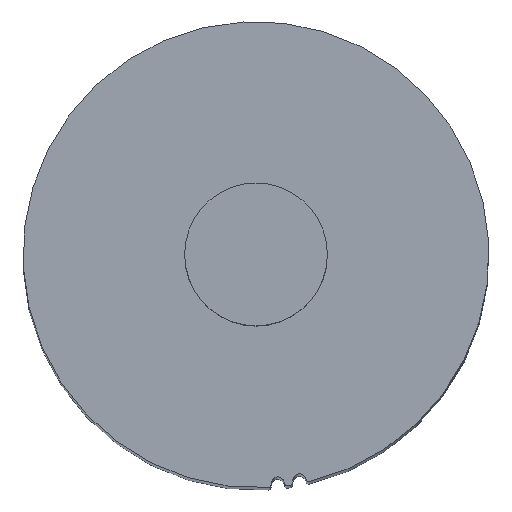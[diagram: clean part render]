
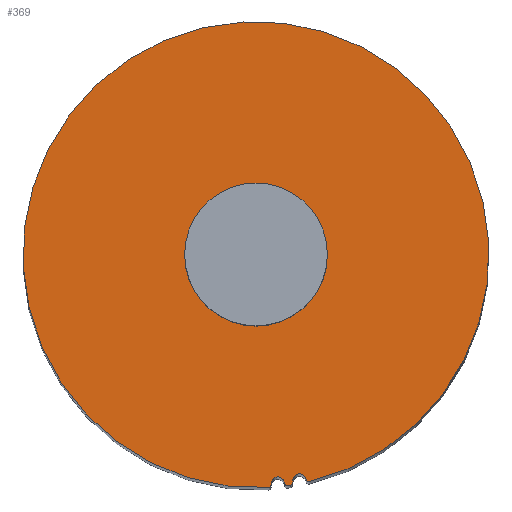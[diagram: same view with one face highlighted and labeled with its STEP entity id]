
A CAD part, top view. The second image highlights one B-rep face of the part: STEP entity #369.
In plain terms, the highlighted planar face has unit normal (0, 0, 1).
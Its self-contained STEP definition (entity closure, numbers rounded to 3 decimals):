
#69=CARTESIAN_POINT('',(0.,0.,100.));
#70=DIRECTION('',(0.,0.,1.));
#71=DIRECTION('',(0.229,-0.973,0.));
#72=AXIS2_PLACEMENT_3D('',#69,#70,#71);
#83=CARTESIAN_POINT('',(0.,0.,100.));
#84=DIRECTION('',(0.,0.,1.));
#85=DIRECTION('',(0.136,-0.991,0.));
#86=AXIS2_PLACEMENT_3D('',#83,#84,#85);
#101=CARTESIAN_POINT('',(7.061,-29.974,100.));
#102=DIRECTION('',(0.,0.,1.));
#103=DIRECTION('',(-0.973,-0.229,0.));
#104=AXIS2_PLACEMENT_3D('',#101,#102,#103);
#106=CARTESIAN_POINT('',(5.716,-30.29,100.));
#107=DIRECTION('',(0.,0.,1.));
#108=DIRECTION('',(0.973,0.229,0.));
#109=AXIS2_PLACEMENT_3D('',#106,#107,#108);
#111=CARTESIAN_POINT('',(5.951,-30.245,100.));
#112=DIRECTION('',(0.,0.,1.));
#113=DIRECTION('',(-0.303,0.953,0.));
#114=AXIS2_PLACEMENT_3D('',#111,#112,#113);
#116=CARTESIAN_POINT('',(4.585,-30.451,100.));
#117=DIRECTION('',(0.,0.,1.));
#118=DIRECTION('',(0.149,-0.989,0.));
#119=AXIS2_PLACEMENT_3D('',#116,#117,#118);
#121=CARTESIAN_POINT('',(4.18,-30.509,100.));
#122=DIRECTION('',(0.,0.,1.));
#123=DIRECTION('',(-0.991,-0.136,0.));
#124=AXIS2_PLACEMENT_3D('',#121,#122,#123);
#126=CARTESIAN_POINT('',(2.811,-30.697,100.));
#127=DIRECTION('',(0.,0.,1.));
#128=DIRECTION('',(0.991,0.136,0.));
#129=AXIS2_PLACEMENT_3D('',#126,#127,#128);
#131=CARTESIAN_POINT('',(3.049,-30.674,100.));
#132=DIRECTION('',(0.,0.,1.));
#133=DIRECTION('',(-0.211,0.978,0.));
#134=AXIS2_PLACEMENT_3D('',#131,#132,#133);
#136=CARTESIAN_POINT('',(1.669,-30.749,100.));
#137=DIRECTION('',(0.,0.,1.));
#138=DIRECTION('',(0.054,-0.999,0.));
#139=AXIS2_PLACEMENT_3D('',#136,#137,#138);
#141=CARTESIAN_POINT('',(0.,0.,100.));
#142=DIRECTION('',(0.,0.,1.));
#143=DIRECTION('',(0.,1.,0.));
#144=AXIS2_PLACEMENT_3D('',#141,#142,#143);
#146=CARTESIAN_POINT('',(0.,0.,100.));
#147=DIRECTION('',(0.,0.,1.));
#148=DIRECTION('',(0.,-1.,0.));
#149=AXIS2_PLACEMENT_3D('',#146,#147,#148);
#191=CARTESIAN_POINT('',(3.823,-30.558,100.));
#192=CARTESIAN_POINT('',(4.229,-30.867,100.));
#193=VERTEX_POINT('',#191);
#194=VERTEX_POINT('',#192);
#195=CARTESIAN_POINT('',(2.834,-29.676,100.));
#196=VERTEX_POINT('',#195);
#197=CARTESIAN_POINT('',(2.029,-30.729,100.));
#198=VERTEX_POINT('',#197);
#199=CARTESIAN_POINT('',(1.689,-31.109,100.));
#200=VERTEX_POINT('',#199);
#209=CARTESIAN_POINT('',(6.71,-30.056,100.));
#210=CARTESIAN_POINT('',(7.144,-30.325,100.));
#211=VERTEX_POINT('',#209);
#212=VERTEX_POINT('',#210);
#213=CARTESIAN_POINT('',(5.642,-29.272,100.));
#214=VERTEX_POINT('',#213);
#215=CARTESIAN_POINT('',(4.941,-30.397,100.));
#216=VERTEX_POINT('',#215);
#217=CARTESIAN_POINT('',(4.638,-30.808,100.));
#218=VERTEX_POINT('',#217);
#223=CARTESIAN_POINT('',(0.,9.55,100.));
#224=CARTESIAN_POINT('',(0.,-9.55,100.));
#225=VERTEX_POINT('',#223);
#226=VERTEX_POINT('',#224);
#342=CARTESIAN_POINT('',(0.,0.,100.));
#343=DIRECTION('',(0.,0.,1.));
#344=DIRECTION('',(-1.,0.,0.));
#345=AXIS2_PLACEMENT_3D('',#342,#343,#344);
#346=PLANE('',#345);
#347=ORIENTED_EDGE('',*,*,#265,.F.);
#348=ORIENTED_EDGE('',*,*,#280,.T.);
#349=ORIENTED_EDGE('',*,*,#294,.T.);
#350=ORIENTED_EDGE('',*,*,#309,.F.);
#351=ORIENTED_EDGE('',*,*,#333,.F.);
#353=ORIENTED_EDGE('',*,*,#352,.F.);
#355=ORIENTED_EDGE('',*,*,#354,.T.);
#357=ORIENTED_EDGE('',*,*,#356,.T.);
#359=ORIENTED_EDGE('',*,*,#358,.F.);
#360=ORIENTED_EDGE('',*,*,#320,.F.);
#361=EDGE_LOOP('',(#347,#348,#349,#350,#351,#353,#355,#357,#359,#360));
#362=FACE_OUTER_BOUND('',#361,.F.);
#364=ORIENTED_EDGE('',*,*,#363,.T.);
#366=ORIENTED_EDGE('',*,*,#365,.T.);
#367=EDGE_LOOP('',(#364,#366));
#368=FACE_BOUND('',#367,.F.);
#73=CIRCLE('',#72,31.155);
#87=CIRCLE('',#86,31.155);
#105=CIRCLE('',#104,0.361);
#110=CIRCLE('',#109,1.021);
#115=CIRCLE('',#114,1.021);
#120=CIRCLE('',#119,0.361);
#125=CIRCLE('',#124,0.361);
#130=CIRCLE('',#129,1.021);
#135=CIRCLE('',#134,1.021);
#140=CIRCLE('',#139,0.361);
#145=CIRCLE('',#144,9.55);
#150=CIRCLE('',#149,9.55);
#265=EDGE_CURVE('',#211,#212,#105,.T.);
#280=EDGE_CURVE('',#211,#214,#110,.T.);
#294=EDGE_CURVE('',#214,#216,#115,.T.);
#309=EDGE_CURVE('',#218,#216,#120,.T.);
#320=EDGE_CURVE('',#212,#200,#73,.T.);
#333=EDGE_CURVE('',#194,#218,#87,.T.);
#352=EDGE_CURVE('',#193,#194,#125,.T.);
#354=EDGE_CURVE('',#193,#196,#130,.T.);
#356=EDGE_CURVE('',#196,#198,#135,.T.);
#358=EDGE_CURVE('',#200,#198,#140,.T.);
#363=EDGE_CURVE('',#225,#226,#145,.T.);
#365=EDGE_CURVE('',#226,#225,#150,.T.);
#369=ADVANCED_FACE('',(#362,#368),#346,.T.);
